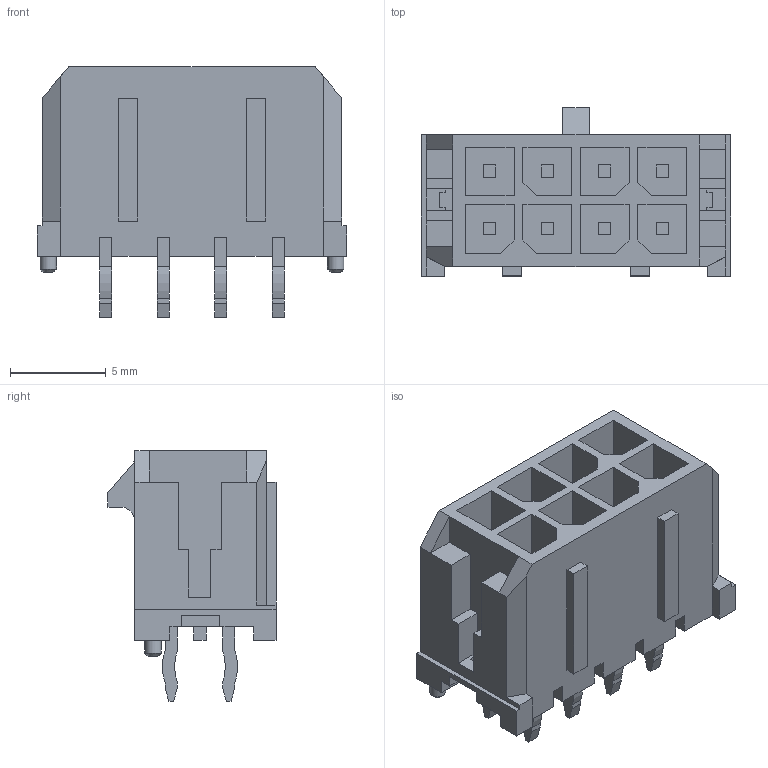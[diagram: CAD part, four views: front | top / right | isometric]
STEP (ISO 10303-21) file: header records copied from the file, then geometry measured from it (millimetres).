
FILE_DESCRIPTION( ( '' ), ' ' );
FILE_NAME( '5b527441041f820c6a225c3b.step', '2018-07-20T23:46:09', ( '' ), ( '' ), ' ', ' ', ' ' );
FILE_SCHEMA( ( 'AUTOMOTIVE_DESIGN { 1 0 10303 214 1 1 1 1 }' ) );
Length unit declared in the file: metre
Products named in the file (25): Open CASCADE STEP translator 6.8 2; Open CASCADE STEP translator 6.8 1
Bounding box: 16.15 x 8.77 x 13.09 mm (x, y, z)
Volume: 653.6 mm3; surface area: 1452.6 mm2
Topology: 1 solids, 1 shells, 367 faces, 995 edges, 676 vertices
Faces by surface type: plane 346, cylinder 19, cone 2
Full cylindrical faces by diameter (mm): 0.86 x2
Entity records: 19440 total; most frequent: CARTESIAN_POINT 2055, ORIENTED_EDGE 1930, DIRECTION 1833, STYLED_ITEM 1356, PRESENTATION_STYLE_ASSIGNMENT 1356, COLOUR_RGB 1356, CURVE_STYLE 989, DRAUGHTING_PRE_DEFINED_CURVE_FONT 989
